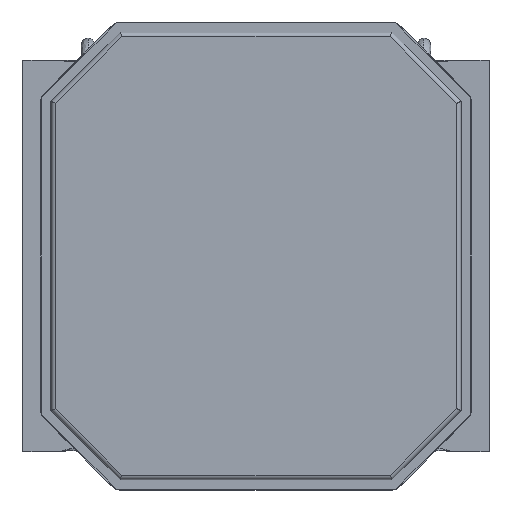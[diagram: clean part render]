
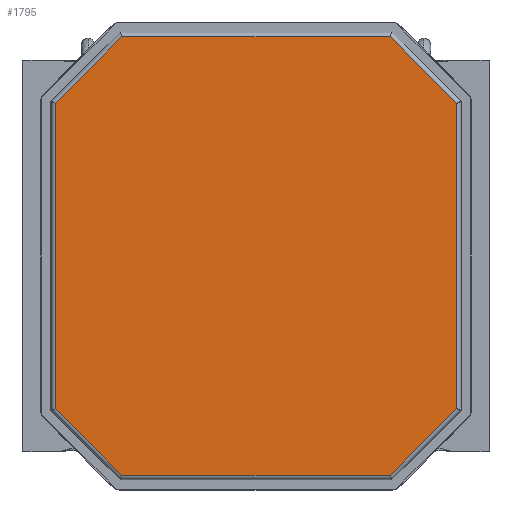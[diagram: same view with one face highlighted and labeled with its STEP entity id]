
A CAD part, front view. The second image highlights one B-rep face of the part: STEP entity #1795.
In plain terms, the highlighted planar face has unit normal (0, -1, 0).
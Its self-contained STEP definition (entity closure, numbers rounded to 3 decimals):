
#203=PLANE('',#1949);
#287=FACE_OUTER_BOUND('',#383,.T.);
#383=EDGE_LOOP('',(#1636,#1637,#1638,#1639,#1640,#1641,#1642,#1643));
#544=LINE('',#3945,#704);
#545=LINE('',#3947,#705);
#546=LINE('',#3949,#706);
#547=LINE('',#3951,#707);
#548=LINE('',#3953,#708);
#549=LINE('',#3955,#709);
#550=LINE('',#3957,#710);
#551=LINE('',#3958,#711);
#704=VECTOR('',#2380,1000.);
#705=VECTOR('',#2381,1000.);
#706=VECTOR('',#2382,1000.);
#707=VECTOR('',#2383,1000.);
#708=VECTOR('',#2384,1000.);
#709=VECTOR('',#2385,1000.);
#710=VECTOR('',#2386,1000.);
#711=VECTOR('',#2387,1000.);
#912=VERTEX_POINT('',#3943);
#913=VERTEX_POINT('',#3944);
#914=VERTEX_POINT('',#3946);
#915=VERTEX_POINT('',#3948);
#916=VERTEX_POINT('',#3950);
#917=VERTEX_POINT('',#3952);
#918=VERTEX_POINT('',#3954);
#919=VERTEX_POINT('',#3956);
#1156=EDGE_CURVE('',#912,#913,#544,.T.);
#1157=EDGE_CURVE('',#913,#914,#545,.T.);
#1158=EDGE_CURVE('',#914,#915,#546,.T.);
#1159=EDGE_CURVE('',#915,#916,#547,.T.);
#1160=EDGE_CURVE('',#916,#917,#548,.T.);
#1161=EDGE_CURVE('',#917,#918,#549,.T.);
#1162=EDGE_CURVE('',#918,#919,#550,.T.);
#1163=EDGE_CURVE('',#919,#912,#551,.T.);
#1636=ORIENTED_EDGE('',*,*,#1156,.T.);
#1637=ORIENTED_EDGE('',*,*,#1157,.T.);
#1638=ORIENTED_EDGE('',*,*,#1158,.T.);
#1639=ORIENTED_EDGE('',*,*,#1159,.T.);
#1640=ORIENTED_EDGE('',*,*,#1160,.T.);
#1641=ORIENTED_EDGE('',*,*,#1161,.T.);
#1642=ORIENTED_EDGE('',*,*,#1162,.T.);
#1643=ORIENTED_EDGE('',*,*,#1163,.T.);
#1795=ADVANCED_FACE('',(#287),#203,.F.);
#1949=AXIS2_PLACEMENT_3D('',#3942,#2378,#2379);
#2378=DIRECTION('center_axis',(0.,1.,0.));
#2379=DIRECTION('ref_axis',(0.,0.,1.));
#2380=DIRECTION('',(0.,0.,-1.));
#2381=DIRECTION('',(0.707,0.,-0.707));
#2382=DIRECTION('',(1.,0.,0.));
#2383=DIRECTION('',(0.707,0.,0.707));
#2384=DIRECTION('',(0.,0.,1.));
#2385=DIRECTION('',(-0.707,0.,0.707));
#2386=DIRECTION('',(-1.,0.,0.));
#2387=DIRECTION('',(-0.707,0.,-0.707));
#3942=CARTESIAN_POINT('Origin',(0.,0.,-5.));
#3943=CARTESIAN_POINT('',(-4.45,0.,-0.862));
#3944=CARTESIAN_POINT('',(-4.45,0.,-4.138));
#3945=CARTESIAN_POINT('',(-4.45,0.,-4.159));
#3946=CARTESIAN_POINT('',(-3.738,0.,-4.85));
#3947=CARTESIAN_POINT('',(-3.723,0.,-4.865));
#3948=CARTESIAN_POINT('',(-0.862,0.,-4.85));
#3949=CARTESIAN_POINT('',(-0.841,0.,-4.85));
#3950=CARTESIAN_POINT('',(-0.15,0.,-4.138));
#3951=CARTESIAN_POINT('',(-0.135,0.,-4.123));
#3952=CARTESIAN_POINT('',(-0.15,0.,-0.862));
#3953=CARTESIAN_POINT('',(-0.15,0.,-0.841));
#3954=CARTESIAN_POINT('',(-0.862,0.,-0.15));
#3955=CARTESIAN_POINT('',(-0.877,0.,-0.135));
#3956=CARTESIAN_POINT('',(-3.738,0.,-0.15));
#3957=CARTESIAN_POINT('',(-3.759,0.,-0.15));
#3958=CARTESIAN_POINT('',(-4.465,0.,-0.877));
